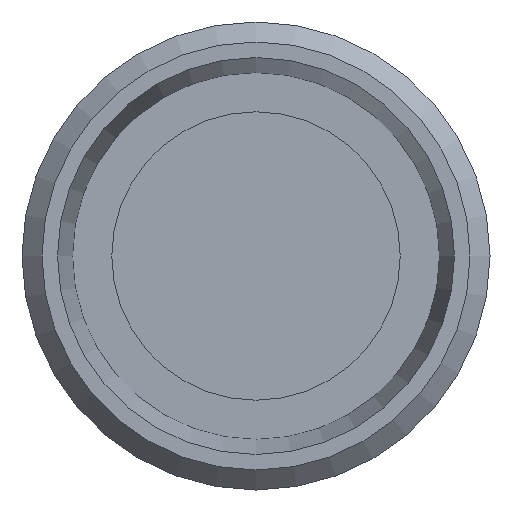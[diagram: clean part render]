
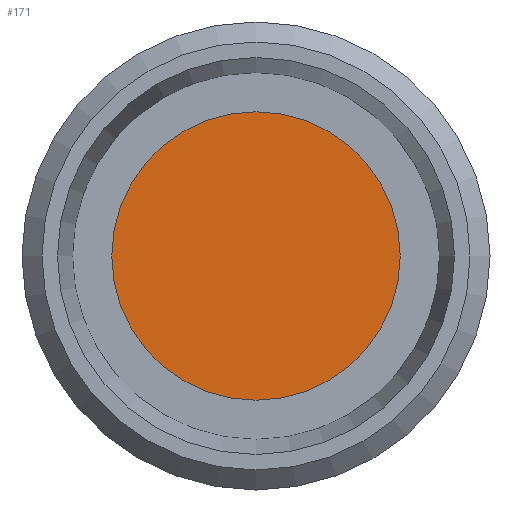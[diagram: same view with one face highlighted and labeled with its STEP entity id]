
A CAD part, front view. The second image highlights one B-rep face of the part: STEP entity #171.
In plain terms, the highlighted planar face has unit normal (0, -1, 0).
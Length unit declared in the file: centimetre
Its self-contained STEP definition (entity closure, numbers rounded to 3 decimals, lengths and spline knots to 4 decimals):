
#36=FACE_OUTER_BOUND('',#51,.T.);
#51=EDGE_LOOP('',(#121));
#79=CIRCLE('',#189,1.8);
#93=VERTEX_POINT('',#279);
#107=EDGE_CURVE('',#93,#93,#79,.T.);
#121=ORIENTED_EDGE('',*,*,#107,.F.);
#149=PLANE('',#188);
#171=ADVANCED_FACE('',(#36),#149,.F.);
#188=AXIS2_PLACEMENT_3D('',#278,#219,#220);
#189=AXIS2_PLACEMENT_3D('',#280,#221,#222);
#219=DIRECTION('center_axis',(0.,1.,0.));
#220=DIRECTION('ref_axis',(0.,0.,1.));
#221=DIRECTION('center_axis',(0.,1.,0.));
#222=DIRECTION('ref_axis',(1.,0.,0.));
#278=CARTESIAN_POINT('Origin',(0.,0.7,0.));
#279=CARTESIAN_POINT('',(1.8,0.7,0.));
#280=CARTESIAN_POINT('Origin',(0.,0.7,0.));
